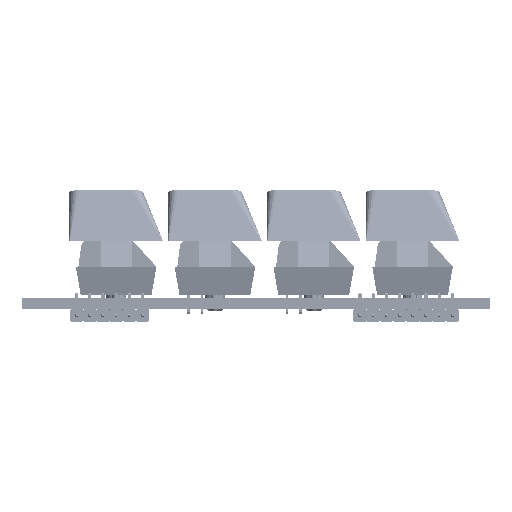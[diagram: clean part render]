
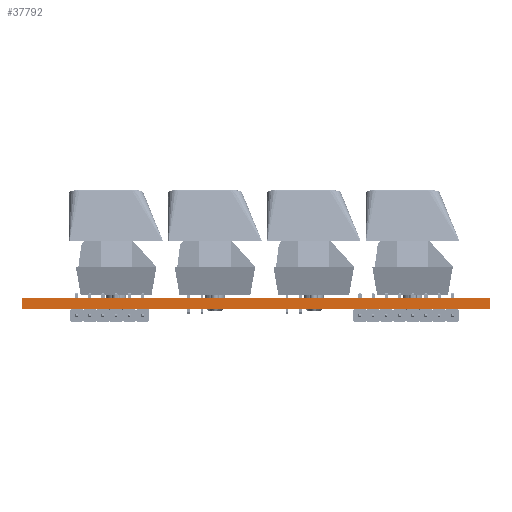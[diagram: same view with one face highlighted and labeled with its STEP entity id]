
A CAD part, left-side view. The second image highlights one B-rep face of the part: STEP entity #37792.
In plain terms, the highlighted planar face has unit normal (-1, 0, 0).
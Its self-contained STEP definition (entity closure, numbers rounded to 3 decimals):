
#37676 = EDGE_CURVE('',#37677,#37679,#37681,.T.);
#37677 = VERTEX_POINT('',#37678);
#37678 = CARTESIAN_POINT('',(31.,-140.,0.));
#37679 = VERTEX_POINT('',#37680);
#37680 = CARTESIAN_POINT('',(31.,-140.,2.));
#37681 = SURFACE_CURVE('',#37682,(#37686,#37698),.PCURVE_S1.);
#37682 = LINE('',#37683,#37684);
#37683 = CARTESIAN_POINT('',(31.,-140.,0.));
#37684 = VECTOR('',#37685,1.);
#37685 = DIRECTION('',(0.,0.,1.));
#37686 = PCURVE('',#37687,#37692);
#37687 = PLANE('',#37688);
#37688 = AXIS2_PLACEMENT_3D('',#37689,#37690,#37691);
#37689 = CARTESIAN_POINT('',(31.,-140.,0.));
#37690 = DIRECTION('',(0.,1.,0.));
#37691 = DIRECTION('',(1.,0.,0.));
#37692 = DEFINITIONAL_REPRESENTATION('',(#37693),#37697);
#37693 = LINE('',#37694,#37695);
#37694 = CARTESIAN_POINT('',(0.,0.));
#37695 = VECTOR('',#37696,1.);
#37696 = DIRECTION('',(0.,-1.));
#37697 = ( GEOMETRIC_REPRESENTATION_CONTEXT(2) 
PARAMETRIC_REPRESENTATION_CONTEXT() REPRESENTATION_CONTEXT('2D SPACE',''
  ) );
#37698 = PCURVE('',#37699,#37704);
#37699 = PLANE('',#37700);
#37700 = AXIS2_PLACEMENT_3D('',#37701,#37702,#37703);
#37701 = CARTESIAN_POINT('',(31.,-50.,0.));
#37702 = DIRECTION('',(1.,0.,-0.));
#37703 = DIRECTION('',(0.,-1.,0.));
#37704 = DEFINITIONAL_REPRESENTATION('',(#37705),#37709);
#37705 = LINE('',#37706,#37707);
#37706 = CARTESIAN_POINT('',(90.,0.));
#37707 = VECTOR('',#37708,1.);
#37708 = DIRECTION('',(0.,-1.));
#37709 = ( GEOMETRIC_REPRESENTATION_CONTEXT(2) 
PARAMETRIC_REPRESENTATION_CONTEXT() REPRESENTATION_CONTEXT('2D SPACE',''
  ) );
#37727 = PLANE('',#37728);
#37728 = AXIS2_PLACEMENT_3D('',#37729,#37730,#37731);
#37729 = CARTESIAN_POINT('',(141.,-95.,2.));
#37730 = DIRECTION('',(0.,0.,1.));
#37731 = DIRECTION('',(1.,0.,-0.));
#37781 = PLANE('',#37782);
#37782 = AXIS2_PLACEMENT_3D('',#37783,#37784,#37785);
#37783 = CARTESIAN_POINT('',(141.,-95.,0.));
#37784 = DIRECTION('',(0.,0.,1.));
#37785 = DIRECTION('',(1.,0.,-0.));
#37792 = ADVANCED_FACE('',(#37793),#37699,.F.);
#37793 = FACE_BOUND('',#37794,.F.);
#37794 = EDGE_LOOP('',(#37795,#37825,#37846,#37847));
#37795 = ORIENTED_EDGE('',*,*,#37796,.T.);
#37796 = EDGE_CURVE('',#37797,#37799,#37801,.T.);
#37797 = VERTEX_POINT('',#37798);
#37798 = CARTESIAN_POINT('',(31.,-50.,0.));
#37799 = VERTEX_POINT('',#37800);
#37800 = CARTESIAN_POINT('',(31.,-50.,2.));
#37801 = SURFACE_CURVE('',#37802,(#37806,#37813),.PCURVE_S1.);
#37802 = LINE('',#37803,#37804);
#37803 = CARTESIAN_POINT('',(31.,-50.,0.));
#37804 = VECTOR('',#37805,1.);
#37805 = DIRECTION('',(0.,0.,1.));
#37806 = PCURVE('',#37699,#37807);
#37807 = DEFINITIONAL_REPRESENTATION('',(#37808),#37812);
#37808 = LINE('',#37809,#37810);
#37809 = CARTESIAN_POINT('',(0.,0.));
#37810 = VECTOR('',#37811,1.);
#37811 = DIRECTION('',(0.,-1.));
#37812 = ( GEOMETRIC_REPRESENTATION_CONTEXT(2) 
PARAMETRIC_REPRESENTATION_CONTEXT() REPRESENTATION_CONTEXT('2D SPACE',''
  ) );
#37813 = PCURVE('',#37814,#37819);
#37814 = PLANE('',#37815);
#37815 = AXIS2_PLACEMENT_3D('',#37816,#37817,#37818);
#37816 = CARTESIAN_POINT('',(251.,-50.,0.));
#37817 = DIRECTION('',(0.,-1.,0.));
#37818 = DIRECTION('',(-1.,0.,0.));
#37819 = DEFINITIONAL_REPRESENTATION('',(#37820),#37824);
#37820 = LINE('',#37821,#37822);
#37821 = CARTESIAN_POINT('',(220.,0.));
#37822 = VECTOR('',#37823,1.);
#37823 = DIRECTION('',(0.,-1.));
#37824 = ( GEOMETRIC_REPRESENTATION_CONTEXT(2) 
PARAMETRIC_REPRESENTATION_CONTEXT() REPRESENTATION_CONTEXT('2D SPACE',''
  ) );
#37825 = ORIENTED_EDGE('',*,*,#37826,.T.);
#37826 = EDGE_CURVE('',#37799,#37679,#37827,.T.);
#37827 = SURFACE_CURVE('',#37828,(#37832,#37839),.PCURVE_S1.);
#37828 = LINE('',#37829,#37830);
#37829 = CARTESIAN_POINT('',(31.,-50.,2.));
#37830 = VECTOR('',#37831,1.);
#37831 = DIRECTION('',(0.,-1.,0.));
#37832 = PCURVE('',#37699,#37833);
#37833 = DEFINITIONAL_REPRESENTATION('',(#37834),#37838);
#37834 = LINE('',#37835,#37836);
#37835 = CARTESIAN_POINT('',(0.,-2.));
#37836 = VECTOR('',#37837,1.);
#37837 = DIRECTION('',(1.,0.));
#37838 = ( GEOMETRIC_REPRESENTATION_CONTEXT(2) 
PARAMETRIC_REPRESENTATION_CONTEXT() REPRESENTATION_CONTEXT('2D SPACE',''
  ) );
#37839 = PCURVE('',#37727,#37840);
#37840 = DEFINITIONAL_REPRESENTATION('',(#37841),#37845);
#37841 = LINE('',#37842,#37843);
#37842 = CARTESIAN_POINT('',(-110.,45.));
#37843 = VECTOR('',#37844,1.);
#37844 = DIRECTION('',(0.,-1.));
#37845 = ( GEOMETRIC_REPRESENTATION_CONTEXT(2) 
PARAMETRIC_REPRESENTATION_CONTEXT() REPRESENTATION_CONTEXT('2D SPACE',''
  ) );
#37846 = ORIENTED_EDGE('',*,*,#37676,.F.);
#37847 = ORIENTED_EDGE('',*,*,#37848,.F.);
#37848 = EDGE_CURVE('',#37797,#37677,#37849,.T.);
#37849 = SURFACE_CURVE('',#37850,(#37854,#37861),.PCURVE_S1.);
#37850 = LINE('',#37851,#37852);
#37851 = CARTESIAN_POINT('',(31.,-50.,0.));
#37852 = VECTOR('',#37853,1.);
#37853 = DIRECTION('',(0.,-1.,0.));
#37854 = PCURVE('',#37699,#37855);
#37855 = DEFINITIONAL_REPRESENTATION('',(#37856),#37860);
#37856 = LINE('',#37857,#37858);
#37857 = CARTESIAN_POINT('',(0.,0.));
#37858 = VECTOR('',#37859,1.);
#37859 = DIRECTION('',(1.,0.));
#37860 = ( GEOMETRIC_REPRESENTATION_CONTEXT(2) 
PARAMETRIC_REPRESENTATION_CONTEXT() REPRESENTATION_CONTEXT('2D SPACE',''
  ) );
#37861 = PCURVE('',#37781,#37862);
#37862 = DEFINITIONAL_REPRESENTATION('',(#37863),#37867);
#37863 = LINE('',#37864,#37865);
#37864 = CARTESIAN_POINT('',(-110.,45.));
#37865 = VECTOR('',#37866,1.);
#37866 = DIRECTION('',(0.,-1.));
#37867 = ( GEOMETRIC_REPRESENTATION_CONTEXT(2) 
PARAMETRIC_REPRESENTATION_CONTEXT() REPRESENTATION_CONTEXT('2D SPACE',''
  ) );
